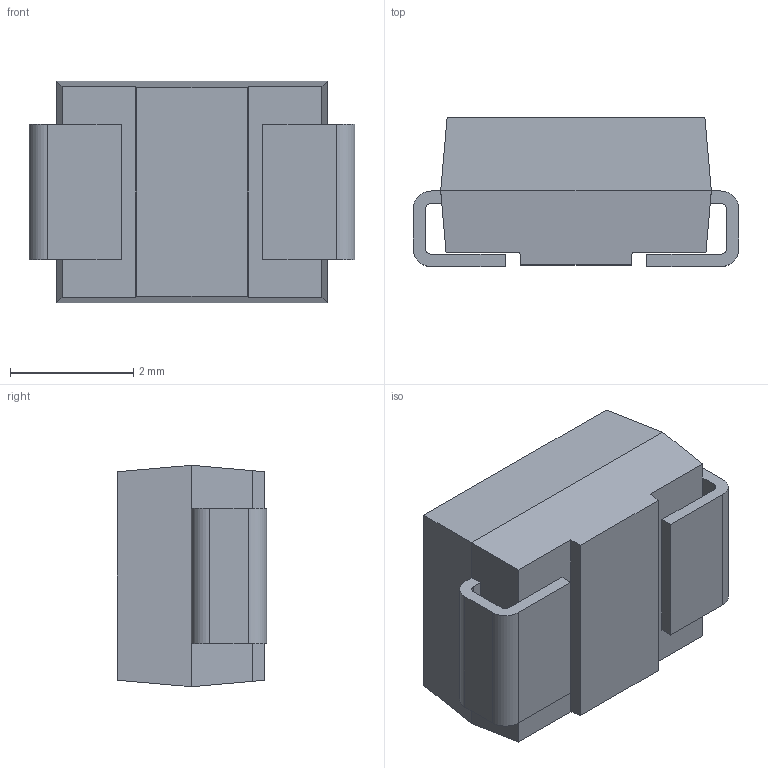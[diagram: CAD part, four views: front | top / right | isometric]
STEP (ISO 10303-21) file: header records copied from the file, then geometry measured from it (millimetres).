
FILE_DESCRIPTION (( 'STEP AP214' ), '1' );
FILE_NAME ('111DAE55-E0F3-4EEA-897A-FD735F9EBC8B.STEP', '2008-06-26T18:05:16', ( 'sysAdmin' ), ( 'SolidWorks' ), 'SwSTEP 2.0', 'SolidWorks 2008', '' );
FILE_SCHEMA (( 'AUTOMOTIVE_DESIGN' ));
Length unit declared in the file: millimetre
Products named in the file (1): 111DAE55-E0F3-4EEA-897A-FD735F9EBC8B
Bounding box: 5.3 x 2.43 x 3.6 mm (x, y, z)
Volume: 36.7 mm3; surface area: 90.2 mm2
Topology: 1 solids, 1 shells, 40 faces, 106 edges, 68 vertices
Faces by surface type: plane 32, cylinder 8
Entity records: 1399 total; most frequent: CARTESIAN_POINT 215, ORIENTED_EDGE 212, DIRECTION 204, EDGE_CURVE 106, VECTOR 90, LINE 90, VERTEX_POINT 68, AXIS2_PLACEMENT_3D 57
